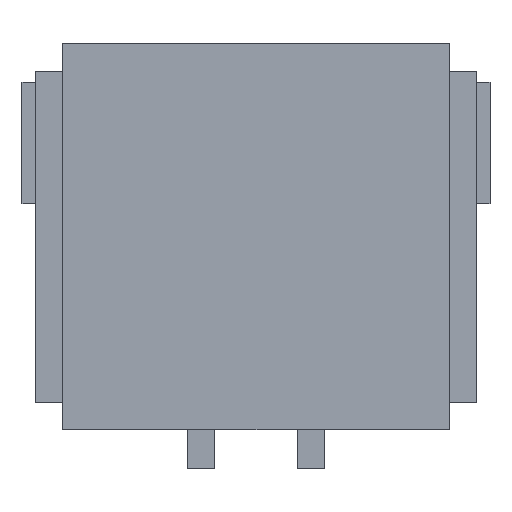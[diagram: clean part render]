
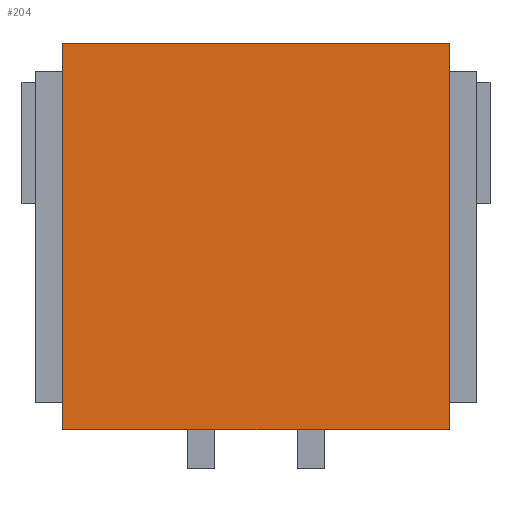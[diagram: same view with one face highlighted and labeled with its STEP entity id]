
A CAD part, front view. The second image highlights one B-rep face of the part: STEP entity #204.
In plain terms, the highlighted planar face has unit normal (0, -1, 0).
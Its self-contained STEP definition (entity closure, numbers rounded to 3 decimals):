
#123=FACE_OUTER_BOUND('',#384,.T.);
#204=ADVANCED_FACE('',(#123),#283,.T.);
#283=PLANE('',#1686);
#384=EDGE_LOOP('',(#810,#811,#812,#813));
#810=ORIENTED_EDGE('',*,*,#1168,.F.);
#811=ORIENTED_EDGE('',*,*,#1172,.F.);
#812=ORIENTED_EDGE('',*,*,#1175,.F.);
#813=ORIENTED_EDGE('',*,*,#1177,.F.);
#956=VERTEX_POINT('',#2492);
#957=VERTEX_POINT('',#2494);
#959=VERTEX_POINT('',#2500);
#961=VERTEX_POINT('',#2506);
#1168=EDGE_CURVE('',#956,#957,#1380,.T.);
#1172=EDGE_CURVE('',#959,#956,#1384,.T.);
#1175=EDGE_CURVE('',#961,#959,#1387,.T.);
#1177=EDGE_CURVE('',#957,#961,#1389,.T.);
#1380=LINE('',#2493,#1592);
#1384=LINE('',#2501,#1596);
#1387=LINE('',#2507,#1599);
#1389=LINE('',#2510,#1601);
#1592=VECTOR('',#2050,1.);
#1596=VECTOR('',#2056,1.);
#1599=VECTOR('',#2061,1.);
#1601=VECTOR('',#2065,1.);
#1686=AXIS2_PLACEMENT_3D('',#2512,#2068,#2069);
#2050=DIRECTION('',(0.,0.,1.));
#2056=DIRECTION('',(-1.,0.,0.));
#2061=DIRECTION('',(0.,0.,-1.));
#2065=DIRECTION('',(1.,0.,0.));
#2068=DIRECTION('',(0.,-1.,0.));
#2069=DIRECTION('',(0.,0.,-1.));
#2492=CARTESIAN_POINT('',(-1.75,0.76,-0.305));
#2493=CARTESIAN_POINT('',(-1.75,0.76,3.195));
#2494=CARTESIAN_POINT('',(-1.75,0.76,3.195));
#2500=CARTESIAN_POINT('',(1.75,0.76,-0.305));
#2501=CARTESIAN_POINT('',(-1.75,0.76,-0.305));
#2506=CARTESIAN_POINT('',(1.75,0.76,3.195));
#2507=CARTESIAN_POINT('',(1.75,0.76,-0.305));
#2510=CARTESIAN_POINT('',(1.75,0.76,3.195));
#2512=CARTESIAN_POINT('',(0.,0.76,0.));
